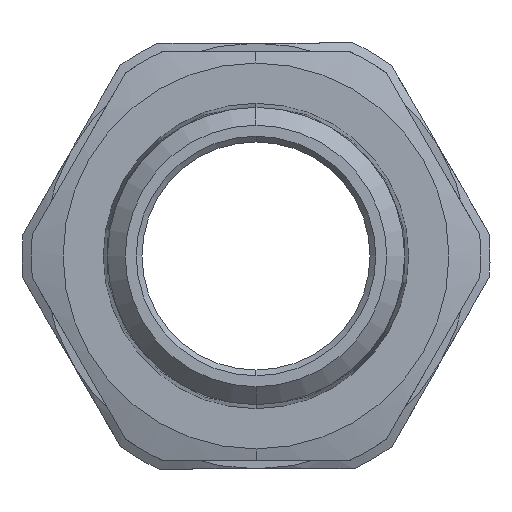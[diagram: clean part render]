
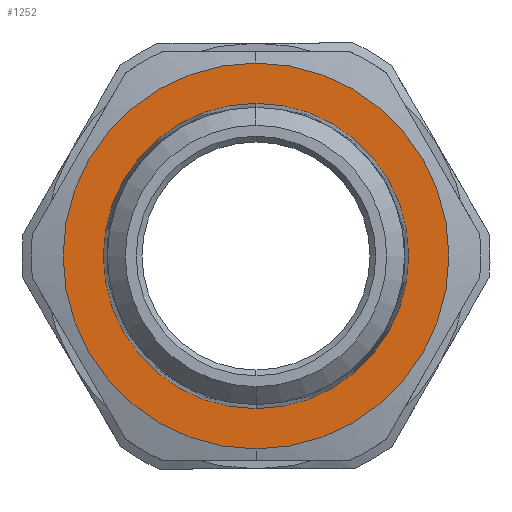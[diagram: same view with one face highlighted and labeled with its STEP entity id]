
A CAD part, left-side view. The second image highlights one B-rep face of the part: STEP entity #1252.
In plain terms, the highlighted planar face has unit normal (-1, 0, 0).
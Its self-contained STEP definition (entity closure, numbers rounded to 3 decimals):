
#21 = AXIS2_PLACEMENT_3D ( 'NONE', #3138, #1447, #2764 ) ;
#36 = CARTESIAN_POINT ( 'NONE',  ( 20.5, 0., 0. ) ) ;
#328 = CARTESIAN_POINT ( 'NONE',  ( 20.5, 0., 17. ) ) ;
#403 = PLANE ( 'NONE',  #1412 ) ;
#445 = DIRECTION ( 'NONE',  ( 0., 0., 1. ) ) ;
#677 = DIRECTION ( 'NONE',  ( -1., 0., 0. ) ) ;
#689 = CARTESIAN_POINT ( 'NONE',  ( 20.5, 0., -13.45 ) ) ;
#883 = DIRECTION ( 'NONE',  ( -1., 0., 0. ) ) ;
#913 = CIRCLE ( 'NONE', #2652, 13.45 ) ;
#929 = ORIENTED_EDGE ( 'NONE', *, *, #1238, .F. ) ;
#985 = AXIS2_PLACEMENT_3D ( 'NONE', #1041, #3413, #445 ) ;
#1041 = CARTESIAN_POINT ( 'NONE',  ( 20.5, 0., 0. ) ) ;
#1238 = EDGE_CURVE ( 'NONE', #3676, #2468, #913, .T. ) ;
#1252 = ADVANCED_FACE ( 'NONE', ( #3510, #1480 ), #403, .T. ) ;
#1412 = AXIS2_PLACEMENT_3D ( 'NONE', #689, #677, #2677 ) ;
#1447 = DIRECTION ( 'NONE',  ( -1., 0., 0. ) ) ;
#1480 = FACE_BOUND ( 'NONE', #2823, .T. ) ;
#1504 = CARTESIAN_POINT ( 'NONE',  ( 20.5, 0., 0. ) ) ;
#1672 = DIRECTION ( 'NONE',  ( 0., 0., 1. ) ) ;
#1696 = VERTEX_POINT ( 'NONE', #3324 ) ;
#1854 = VERTEX_POINT ( 'NONE', #328 ) ;
#1859 = DIRECTION ( 'NONE',  ( 0., 0., 1. ) ) ;
#1926 = AXIS2_PLACEMENT_3D ( 'NONE', #1504, #883, #1859 ) ;
#2027 = EDGE_CURVE ( 'NONE', #1854, #1696, #3235, .T. ) ;
#2101 = CIRCLE ( 'NONE', #21, 17. ) ;
#2105 = CARTESIAN_POINT ( 'NONE',  ( 20.5, 0., -13.45 ) ) ;
#2468 = VERTEX_POINT ( 'NONE', #2649 ) ;
#2544 = EDGE_CURVE ( 'NONE', #2468, #3676, #3701, .T. ) ;
#2649 = CARTESIAN_POINT ( 'NONE',  ( 20.5, 0., 13.45 ) ) ;
#2652 = AXIS2_PLACEMENT_3D ( 'NONE', #36, #3757, #1672 ) ;
#2677 = DIRECTION ( 'NONE',  ( 0., 0., 1. ) ) ;
#2764 = DIRECTION ( 'NONE',  ( 0., 0., 1. ) ) ;
#2823 = EDGE_LOOP ( 'NONE', ( #3699, #929 ) ) ;
#3138 = CARTESIAN_POINT ( 'NONE',  ( 20.5, 0., 0. ) ) ;
#3226 = ORIENTED_EDGE ( 'NONE', *, *, #3657, .T. ) ;
#3235 = CIRCLE ( 'NONE', #1926, 17. ) ;
#3324 = CARTESIAN_POINT ( 'NONE',  ( 20.5, 0., -17. ) ) ;
#3413 = DIRECTION ( 'NONE',  ( -1., 0., 0. ) ) ;
#3510 = FACE_OUTER_BOUND ( 'NONE', #4183, .T. ) ;
#3657 = EDGE_CURVE ( 'NONE', #1696, #1854, #2101, .T. ) ;
#3676 = VERTEX_POINT ( 'NONE', #2105 ) ;
#3699 = ORIENTED_EDGE ( 'NONE', *, *, #2544, .F. ) ;
#3701 = CIRCLE ( 'NONE', #985, 13.45 ) ;
#3757 = DIRECTION ( 'NONE',  ( -1., 0., 0. ) ) ;
#3794 = ORIENTED_EDGE ( 'NONE', *, *, #2027, .T. ) ;
#4183 = EDGE_LOOP ( 'NONE', ( #3794, #3226 ) ) ;
